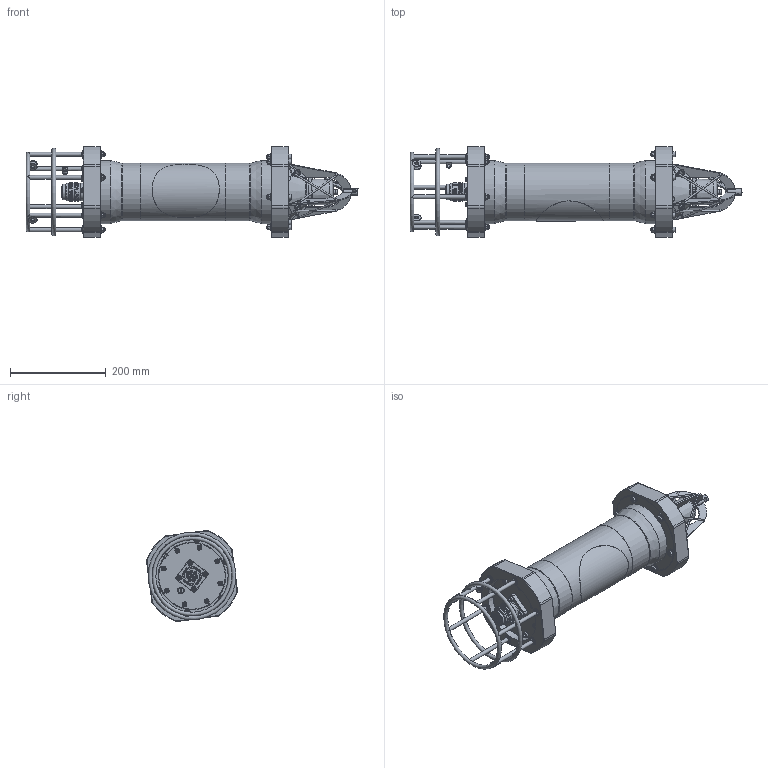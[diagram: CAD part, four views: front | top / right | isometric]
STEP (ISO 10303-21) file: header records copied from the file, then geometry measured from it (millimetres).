
FILE_DESCRIPTION((''),'2;1');
FILE_NAME('8309-001-1351 - MF Omni Dunker.stp','2013-11-20T09:33:13',('ctd'),('Sonardyne int'),'Autodesk Inventor 2013','Autodesk Inventor 2013','');
FILE_SCHEMA(('AUTOMOTIVE_DESIGN { 1 0 10303 214 1 1 1 1 }'));
Length unit declared in the file: millimetre
Products named in the file (1): 8309-001-1351 - MF Omni Dunker
Bounding box: 692.3 x 189.49 x 189.5 mm (x, y, z)
Volume: 6580766.7 mm3; surface area: 432727.2 mm2
Topology: 1 solids, 1 shells, 1811 faces, 4825 edges, 3118 vertices
Faces by surface type: plane 806, cylinder 321, bspline 288, cone 259, torus 123, sphere 14
Full cylindrical faces by diameter (mm): 2.3 x8, 3 x13, 3.422 x1, 3.5 x2, 5.5 x7, 6 x16, 6.2 x1, 6.25 x7, 6.4 x4, 6.5 x4, 7.5 x1, 8 x6, 8.2 x1, 8.382 x1, 8.5 x16, 8.89 x1, 9.71 x2, 9.855 x2, 10 x30, 12 x4, 12.65 x3, 12.7 x3, 14 x1, 15.875 x18, 18 x4, 30 x1, 33 x1, 36.5 x1, 120 x1, 132 x2
Entity records: 63589 total; most frequent: CARTESIAN_POINT 21624, ORIENTED_EDGE 8614, DIRECTION 7366, EDGE_CURVE 4307, VERTEX_POINT 2966, AXIS2_PLACEMENT_3D 2786, EDGE_LOOP 2407, STYLED_ITEM 1811
